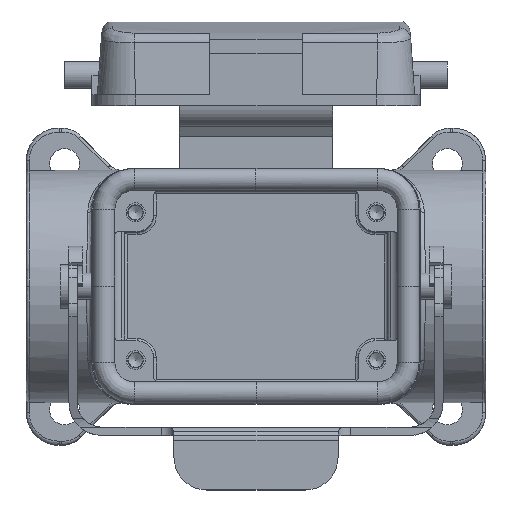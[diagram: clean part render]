
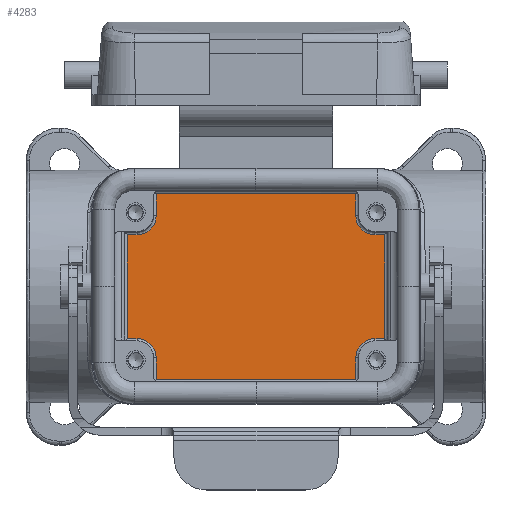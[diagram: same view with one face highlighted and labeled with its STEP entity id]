
A CAD part, top view. The second image highlights one B-rep face of the part: STEP entity #4283.
In plain terms, the highlighted planar face has unit normal (0, 0, 1).
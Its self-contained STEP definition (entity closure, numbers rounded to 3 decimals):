
#3874=CIRCLE('',#11687,3.5);
#3893=CIRCLE('',#11726,3.5);
#3898=CIRCLE('',#11734,3.5);
#3905=CIRCLE('',#11754,3.5);
#4283=ADVANCED_FACE('',(#4955),#4715,.F.);
#4715=PLANE('',#11755);
#4955=FACE_OUTER_BOUND('',#5390,.T.);
#5390=EDGE_LOOP('',(#6465,#6466,#6467,#6468,#6469,#6470,#6471,#6472,#6473,
#6474,#6475,#6476,#6477,#6478,#6479,#6480));
#6465=ORIENTED_EDGE('',*,*,#9487,.F.);
#6466=ORIENTED_EDGE('',*,*,#9447,.F.);
#6467=ORIENTED_EDGE('',*,*,#9450,.F.);
#6468=ORIENTED_EDGE('',*,*,#9452,.F.);
#6469=ORIENTED_EDGE('',*,*,#9454,.F.);
#6470=ORIENTED_EDGE('',*,*,#9457,.F.);
#6471=ORIENTED_EDGE('',*,*,#9494,.F.);
#6472=ORIENTED_EDGE('',*,*,#9495,.F.);
#6473=ORIENTED_EDGE('',*,*,#9407,.F.);
#6474=ORIENTED_EDGE('',*,*,#9398,.F.);
#6475=ORIENTED_EDGE('',*,*,#9396,.F.);
#6476=ORIENTED_EDGE('',*,*,#9496,.F.);
#6477=ORIENTED_EDGE('',*,*,#9497,.F.);
#6478=ORIENTED_EDGE('',*,*,#9498,.F.);
#6479=ORIENTED_EDGE('',*,*,#9499,.F.);
#6480=ORIENTED_EDGE('',*,*,#9491,.F.);
#8580=VERTEX_POINT('',#15613);
#8581=VERTEX_POINT('',#15615);
#8582=VERTEX_POINT('',#15619);
#8587=VERTEX_POINT('',#15676);
#8610=VERTEX_POINT('',#15790);
#8611=VERTEX_POINT('',#15792);
#8612=VERTEX_POINT('',#15827);
#8613=VERTEX_POINT('',#15838);
#8614=VERTEX_POINT('',#15842);
#8616=VERTEX_POINT('',#15848);
#8631=VERTEX_POINT('',#15940);
#8633=VERTEX_POINT('',#15957);
#8635=VERTEX_POINT('',#15975);
#8636=VERTEX_POINT('',#15978);
#8637=VERTEX_POINT('',#15980);
#8638=VERTEX_POINT('',#15982);
#9396=EDGE_CURVE('',#8580,#8581,#10521,.T.);
#9398=EDGE_CURVE('',#8581,#8582,#3874,.T.);
#9407=EDGE_CURVE('',#8582,#8587,#10526,.T.);
#9447=EDGE_CURVE('',#8610,#8611,#3893,.T.);
#9450=EDGE_CURVE('',#8612,#8610,#10544,.T.);
#9452=EDGE_CURVE('',#8613,#8612,#10545,.T.);
#9454=EDGE_CURVE('',#8614,#8613,#10546,.T.);
#9457=EDGE_CURVE('',#8616,#8614,#3898,.T.);
#9487=EDGE_CURVE('',#8611,#8631,#10567,.T.);
#9491=EDGE_CURVE('',#8631,#8633,#10568,.T.);
#9494=EDGE_CURVE('',#8635,#8616,#10569,.T.);
#9495=EDGE_CURVE('',#8587,#8635,#10570,.T.);
#9496=EDGE_CURVE('',#8636,#8580,#10571,.T.);
#9497=EDGE_CURVE('',#8637,#8636,#10572,.T.);
#9498=EDGE_CURVE('',#8638,#8637,#3905,.T.);
#9499=EDGE_CURVE('',#8633,#8638,#10573,.T.);
#10521=LINE('',#15614,#11123);
#10526=LINE('',#15675,#11128);
#10544=LINE('',#15828,#11146);
#10545=LINE('',#15839,#11147);
#10546=LINE('',#15843,#11148);
#10567=LINE('',#15939,#11169);
#10568=LINE('',#15956,#11170);
#10569=LINE('',#15974,#11171);
#10570=LINE('',#15976,#11172);
#10571=LINE('',#15977,#11173);
#10572=LINE('',#15979,#11174);
#10573=LINE('',#15983,#11175);
#11123=VECTOR('',#12692,1.);
#11128=VECTOR('',#12711,1.);
#11146=VECTOR('',#12801,1.);
#11147=VECTOR('',#12804,1.);
#11148=VECTOR('',#12809,1.);
#11169=VECTOR('',#12870,1.);
#11170=VECTOR('',#12875,1.);
#11171=VECTOR('',#12878,1.);
#11172=VECTOR('',#12879,1.);
#11173=VECTOR('',#12880,1.);
#11174=VECTOR('',#12881,1.);
#11175=VECTOR('',#12884,1.);
#11687=AXIS2_PLACEMENT_3D('',#15618,#12697,#12698);
#11726=AXIS2_PLACEMENT_3D('',#15791,#12797,#12798);
#11734=AXIS2_PLACEMENT_3D('',#15849,#12816,#12817);
#11754=AXIS2_PLACEMENT_3D('',#15981,#12882,#12883);
#11755=AXIS2_PLACEMENT_3D('',#15984,#12885,#12886);
#12692=DIRECTION('',(-1.,0.,0.));
#12697=DIRECTION('',(0.,0.,1.));
#12698=DIRECTION('',(0.,1.,0.));
#12711=DIRECTION('',(0.,-1.,0.));
#12797=DIRECTION('',(0.,0.,1.));
#12798=DIRECTION('',(0.,-1.,0.));
#12801=DIRECTION('',(1.,0.,0.));
#12804=DIRECTION('',(0.,1.,0.));
#12809=DIRECTION('',(-1.,0.,0.));
#12816=DIRECTION('',(0.,0.,1.));
#12817=DIRECTION('',(1.,0.,0.));
#12870=DIRECTION('',(0.,1.,0.));
#12875=DIRECTION('',(1.,0.,0.));
#12878=DIRECTION('',(0.,1.,0.));
#12879=DIRECTION('',(-1.,0.,0.));
#12880=DIRECTION('',(0.,-1.,0.));
#12881=DIRECTION('',(1.,0.,0.));
#12882=DIRECTION('',(0.,0.,1.));
#12883=DIRECTION('',(-1.,0.,0.));
#12884=DIRECTION('',(0.,-1.,0.));
#12885=DIRECTION('',(0.,0.,-1.));
#12886=DIRECTION('',(-1.,0.,0.));
#15613=CARTESIAN_POINT('',(23.5,-9.5,-58.5));
#15614=CARTESIAN_POINT('',(23.5,-9.5,-58.5));
#15615=CARTESIAN_POINT('',(21.75,-9.5,-58.5));
#15618=CARTESIAN_POINT('',(21.75,-13.,-58.5));
#15619=CARTESIAN_POINT('',(18.25,-13.,-58.5));
#15675=CARTESIAN_POINT('',(18.25,-13.,-58.5));
#15676=CARTESIAN_POINT('',(18.25,-17.,-58.5));
#15790=CARTESIAN_POINT('',(-21.75,9.5,-58.5));
#15791=CARTESIAN_POINT('',(-21.75,13.,-58.5));
#15792=CARTESIAN_POINT('',(-18.25,13.,-58.5));
#15827=CARTESIAN_POINT('',(-23.5,9.5,-58.5));
#15828=CARTESIAN_POINT('',(-23.5,9.5,-58.5));
#15838=CARTESIAN_POINT('',(-23.5,-9.5,-58.5));
#15839=CARTESIAN_POINT('',(-23.5,-9.5,-58.5));
#15842=CARTESIAN_POINT('',(-21.75,-9.5,-58.5));
#15843=CARTESIAN_POINT('',(-21.75,-9.5,-58.5));
#15848=CARTESIAN_POINT('',(-18.25,-13.,-58.5));
#15849=CARTESIAN_POINT('',(-21.75,-13.,-58.5));
#15939=CARTESIAN_POINT('',(-18.25,13.,-58.5));
#15940=CARTESIAN_POINT('',(-18.25,17.,-58.5));
#15956=CARTESIAN_POINT('',(-18.25,17.,-58.5));
#15957=CARTESIAN_POINT('',(18.25,17.,-58.5));
#15974=CARTESIAN_POINT('',(-18.25,-17.,-58.5));
#15975=CARTESIAN_POINT('',(-18.25,-17.,-58.5));
#15976=CARTESIAN_POINT('',(18.25,-17.,-58.5));
#15977=CARTESIAN_POINT('',(23.5,9.5,-58.5));
#15978=CARTESIAN_POINT('',(23.5,9.5,-58.5));
#15979=CARTESIAN_POINT('',(21.75,9.5,-58.5));
#15980=CARTESIAN_POINT('',(21.75,9.5,-58.5));
#15981=CARTESIAN_POINT('',(21.75,13.,-58.5));
#15982=CARTESIAN_POINT('',(18.25,13.,-58.5));
#15983=CARTESIAN_POINT('',(18.25,17.,-58.5));
#15984=CARTESIAN_POINT('',(26.85,-18.137,-58.5));
